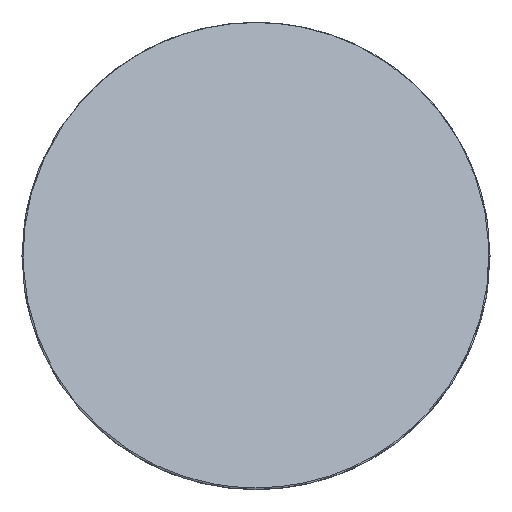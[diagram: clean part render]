
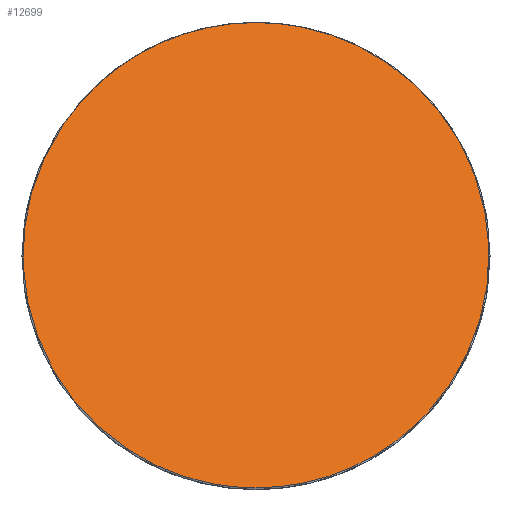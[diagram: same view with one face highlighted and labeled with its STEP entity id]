
A CAD part, top view. The second image highlights one B-rep face of the part: STEP entity #12699.
In plain terms, the highlighted planar face has unit normal (0, 0.707, 0.707).
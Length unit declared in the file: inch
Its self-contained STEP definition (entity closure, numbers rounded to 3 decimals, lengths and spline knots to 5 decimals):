
#217 = CARTESIAN_POINT ( 'NONE',  ( 0.65815, -0.74741, 1.08148 ) ) ;
#269 = CARTESIAN_POINT ( 'NONE',  ( 0.89518, 0.4442, -0.11014 ) ) ;
#316 = CARTESIAN_POINT ( 'NONE',  ( 0.06507, 0.99881, -0.66474 ) ) ;
#790 = VERTEX_POINT ( 'NONE', #7708 ) ;
#824 = ORIENTED_EDGE ( 'NONE', *, *, #15085, .T. ) ;
#1111 = CARTESIAN_POINT ( 'NONE',  ( -0.44131, 0.89807, -0.564 ) ) ;
#1164 = CARTESIAN_POINT ( 'NONE',  ( -0.9895, -0.12751, 0.46157 ) ) ;
#1217 = CARTESIAN_POINT ( 'NONE',  ( -0.25793, -0.95961, 1.29368 ) ) ;
#1438 = CARTESIAN_POINT ( 'NONE',  ( 0.79188, -0.6046, 0.93866 ) ) ;
#1486 = CARTESIAN_POINT ( 'NONE',  ( 0.79188, 0.61036, -0.2763 ) ) ;
#1848 = B_SPLINE_CURVE_WITH_KNOTS ( 'NONE', 3,
 ( #10998, #2581, #12205, #5010, #13397, #6244, #14612, #7433, #217, #8621, #1438, #9828, #2633, #11045, #3857, #12254, #5055, #13447, #6293, #14655, #7481, #269, #8672, #1486, #9879, #2682, #11093, #3904, #12304, #5105, #13503, #6340, #14706, #7528, #316, #8723 ),
 .UNSPECIFIED., .F., .F.,
 ( 4, 2, 2, 2, 2, 2, 2, 2, 2, 2, 2, 2, 2, 2, 2, 2, 2, 4 ),
 ( 0.5, 0.53125, 0.5625, 0.59375, 0.625, 0.65625, 0.6875, 0.71875, 0.75, 0.78125, 0.8125, 0.84375, 0.875, 0.90625, 0.9375, 0.95313, 0.96875, 1. ),
 .UNSPECIFIED. ) ;
#1917 = FACE_OUTER_BOUND ( 'NONE', #8035, .T. ) ;
#2003 = PLANE ( 'NONE',  #2686 ) ;
#2246 = CARTESIAN_POINT ( 'NONE',  ( -0.01632, 0.99881, -0.66474 ) ) ;
#2306 = CARTESIAN_POINT ( 'NONE',  ( -0.60747, 0.79477, -0.4607 ) ) ;
#2354 = CARTESIAN_POINT ( 'NONE',  ( -0.94505, -0.31804, 0.65211 ) ) ;
#2407 = CARTESIAN_POINT ( 'NONE',  ( -0.13045, -0.9866, 1.32067 ) ) ;
#2581 = CARTESIAN_POINT ( 'NONE',  ( 0.06509, -0.99304, 1.32711 ) ) ;
#2633 = CARTESIAN_POINT ( 'NONE',  ( 0.89518, -0.43844, 0.7725 ) ) ;
#2682 = CARTESIAN_POINT ( 'NONE',  ( 0.65816, 0.75318, -0.41911 ) ) ;
#2686 = AXIS2_PLACEMENT_3D ( 'NONE', #4545, #12932, #5770 ) ;
#3470 = CARTESIAN_POINT ( 'NONE',  ( 0., 0.99881, -0.66474 ) ) ;
#3525 = CARTESIAN_POINT ( 'NONE',  ( -0.75029, 0.66104, -0.32697 ) ) ;
#3576 = CARTESIAN_POINT ( 'NONE',  ( -0.86428, -0.49625, 0.83031 ) ) ;
#3622 = CARTESIAN_POINT ( 'NONE',  ( 0., -0.99304, 1.32711 ) ) ;
#3857 = CARTESIAN_POINT ( 'NONE',  ( 0.96407, -0.25532, 0.58938 ) ) ;
#3904 = CARTESIAN_POINT ( 'NONE',  ( 0.49914, 0.86716, -0.53309 ) ) ;
#4545 = CARTESIAN_POINT ( 'NONE',  ( -3.32677, 1.00039, -0.66632 ) ) ;
#4688 = CARTESIAN_POINT ( 'NONE',  ( -0.03257, 0.99841, -0.66434 ) ) ;
#4737 = CARTESIAN_POINT ( 'NONE',  ( -0.86428, 0.50201, -0.16795 ) ) ;
#4790 = CARTESIAN_POINT ( 'NONE',  ( -0.75029, -0.65527, 0.98934 ) ) ;
#5010 = CARTESIAN_POINT ( 'NONE',  ( 0.25814, -0.96121, 1.29527 ) ) ;
#5055 = CARTESIAN_POINT ( 'NONE',  ( 0.99592, -0.06227, 0.39634 ) ) ;
#5105 = CARTESIAN_POINT ( 'NONE',  ( 0.35103, 0.93546, -0.60139 ) ) ;
#5695 = VERTEX_POINT ( 'NONE', #10116 ) ;
#5770 = DIRECTION ( 'NONE',  ( 0., -0.707, 0.707 ) ) ;
#5915 = CARTESIAN_POINT ( 'NONE',  ( -0.08142, 0.9956, -0.66154 ) ) ;
#5970 = CARTESIAN_POINT ( 'NONE',  ( -0.94505, 0.32381, 0.01026 ) ) ;
#6019 = CARTESIAN_POINT ( 'NONE',  ( -0.60747, -0.789, 1.12307 ) ) ;
#6244 = CARTESIAN_POINT ( 'NONE',  ( 0.44131, -0.8923, 1.22637 ) ) ;
#6293 = CARTESIAN_POINT ( 'NONE',  ( 0.9895, 0.13327, 0.20079 ) ) ;
#6340 = CARTESIAN_POINT ( 'NONE',  ( 0.25793, 0.96538, -0.63131 ) ) ;
#7112 = CARTESIAN_POINT ( 'NONE',  ( -0.16237, 0.98602, -0.65195 ) ) ;
#7167 = CARTESIAN_POINT ( 'NONE',  ( -0.9895, 0.13327, 0.20079 ) ) ;
#7218 = CARTESIAN_POINT ( 'NONE',  ( -0.44131, -0.8923, 1.22637 ) ) ;
#7433 = CARTESIAN_POINT ( 'NONE',  ( 0.60747, -0.789, 1.12307 ) ) ;
#7481 = CARTESIAN_POINT ( 'NONE',  ( 0.94505, 0.32381, 0.01026 ) ) ;
#7528 = CARTESIAN_POINT ( 'NONE',  ( 0.13045, 0.99237, -0.6583 ) ) ;
#7708 = CARTESIAN_POINT ( 'NONE',  ( 0., 0.99881, -0.66474 ) ) ;
#8035 = EDGE_LOOP ( 'NONE', ( #9259, #824 ) ) ;
#8294 = CARTESIAN_POINT ( 'NONE',  ( -0.32094, 0.94792, -0.61386 ) ) ;
#8354 = CARTESIAN_POINT ( 'NONE',  ( -0.99592, -0.06227, 0.39634 ) ) ;
#8403 = CARTESIAN_POINT ( 'NONE',  ( -0.32027, -0.9407, 1.27477 ) ) ;
#8621 = CARTESIAN_POINT ( 'NONE',  ( 0.75029, -0.65527, 0.98934 ) ) ;
#8672 = CARTESIAN_POINT ( 'NONE',  ( 0.86428, 0.50201, -0.16795 ) ) ;
#8723 = CARTESIAN_POINT ( 'NONE',  ( 0., 0.99881, -0.66474 ) ) ;
#9259 = ORIENTED_EDGE ( 'NONE', *, *, #11598, .T. ) ;
#9505 = CARTESIAN_POINT ( 'NONE',  ( -0.49914, 0.86716, -0.53309 ) ) ;
#9556 = CARTESIAN_POINT ( 'NONE',  ( -0.96408, -0.25532, 0.58938 ) ) ;
#9599 = CARTESIAN_POINT ( 'NONE',  ( -0.22622, -0.96755, 1.30162 ) ) ;
#9828 = CARTESIAN_POINT ( 'NONE',  ( 0.86428, -0.49625, 0.83031 ) ) ;
#9879 = CARTESIAN_POINT ( 'NONE',  ( 0.75029, 0.66104, -0.32697 ) ) ;
#10116 = CARTESIAN_POINT ( 'NONE',  ( 0., -0.99304, 1.32711 ) ) ;
#10715 = CARTESIAN_POINT ( 'NONE',  ( -0.65815, 0.75318, -0.41911 ) ) ;
#10766 = CARTESIAN_POINT ( 'NONE',  ( -0.89518, -0.43844, 0.7725 ) ) ;
#10818 = CARTESIAN_POINT ( 'NONE',  ( -0.06509, -0.99304, 1.32711 ) ) ;
#10998 = CARTESIAN_POINT ( 'NONE',  ( 0., -0.99304, 1.32711 ) ) ;
#11045 = CARTESIAN_POINT ( 'NONE',  ( 0.94505, -0.31805, 0.65211 ) ) ;
#11093 = CARTESIAN_POINT ( 'NONE',  ( 0.60747, 0.79477, -0.4607 ) ) ;
#11598 = EDGE_CURVE ( 'NONE', #790, #5695, #14387, .T. ) ;
#11937 = CARTESIAN_POINT ( 'NONE',  ( -0.79188, 0.61036, -0.2763 ) ) ;
#11986 = CARTESIAN_POINT ( 'NONE',  ( -0.79188, -0.6046, 0.93866 ) ) ;
#12205 = CARTESIAN_POINT ( 'NONE',  ( 0.13045, -0.9866, 1.32067 ) ) ;
#12254 = CARTESIAN_POINT ( 'NONE',  ( 0.9895, -0.12751, 0.46158 ) ) ;
#12304 = CARTESIAN_POINT ( 'NONE',  ( 0.44131, 0.89807, -0.564 ) ) ;
#12699 = ADVANCED_FACE ( 'NONE', ( #1917 ), #2003, .T. ) ;
#12932 = DIRECTION ( 'NONE',  ( 0., 0.707, 0.707 ) ) ;
#13075 = CARTESIAN_POINT ( 'NONE',  ( -0.06515, 0.99681, -0.66274 ) ) ;
#13133 = CARTESIAN_POINT ( 'NONE',  ( -0.89518, 0.4442, -0.11014 ) ) ;
#13181 = CARTESIAN_POINT ( 'NONE',  ( -0.65816, -0.74741, 1.08148 ) ) ;
#13397 = CARTESIAN_POINT ( 'NONE',  ( 0.32094, -0.94216, 1.27622 ) ) ;
#13447 = CARTESIAN_POINT ( 'NONE',  ( 0.99592, 0.06804, 0.26603 ) ) ;
#13503 = CARTESIAN_POINT ( 'NONE',  ( 0.32027, 0.94647, -0.6124 ) ) ;
#14284 = CARTESIAN_POINT ( 'NONE',  ( -0.13, 0.99082, -0.65675 ) ) ;
#14338 = CARTESIAN_POINT ( 'NONE',  ( -0.96407, 0.26108, 0.07299 ) ) ;
#14386 = CARTESIAN_POINT ( 'NONE',  ( -0.49914, -0.86139, 1.19546 ) ) ;
#14387 = B_SPLINE_CURVE_WITH_KNOTS ( 'NONE', 3,
 ( #3470, #2246, #4688, #13075, #5915, #14284, #7112, #15488, #8294, #1111, #9505, #2306, #10715, #3525, #11937, #4737, #13133, #5970, #14338, #7167, #15541, #8354, #1164, #9556, #2354, #10766, #3576, #11986, #4790, #13181, #6019, #14386, #7218, #15591, #8403, #1217, #9599, #2407, #10818, #3622 ),
 .UNSPECIFIED., .F., .F.,
 ( 4, 2, 2, 2, 2, 2, 2, 2, 2, 2, 2, 2, 2, 2, 2, 2, 2, 2, 2, 4 ),
 ( 0., 0.00781, 0.01562, 0.03125, 0.0625, 0.09375, 0.125, 0.15625, 0.1875, 0.21875, 0.25, 0.28125, 0.3125, 0.34375, 0.375, 0.40625, 0.4375, 0.45312, 0.46875, 0.5 ),
 .UNSPECIFIED. ) ;
#14612 = CARTESIAN_POINT ( 'NONE',  ( 0.49914, -0.86139, 1.19546 ) ) ;
#14655 = CARTESIAN_POINT ( 'NONE',  ( 0.96408, 0.26108, 0.07298 ) ) ;
#14706 = CARTESIAN_POINT ( 'NONE',  ( 0.22622, 0.97332, -0.63925 ) ) ;
#15085 = EDGE_CURVE ( 'NONE', #5695, #790, #1848, .T. ) ;
#15488 = CARTESIAN_POINT ( 'NONE',  ( -0.25814, 0.96697, -0.63291 ) ) ;
#15541 = CARTESIAN_POINT ( 'NONE',  ( -0.99592, 0.06804, 0.26603 ) ) ;
#15591 = CARTESIAN_POINT ( 'NONE',  ( -0.35103, -0.9297, 1.26376 ) ) ;
